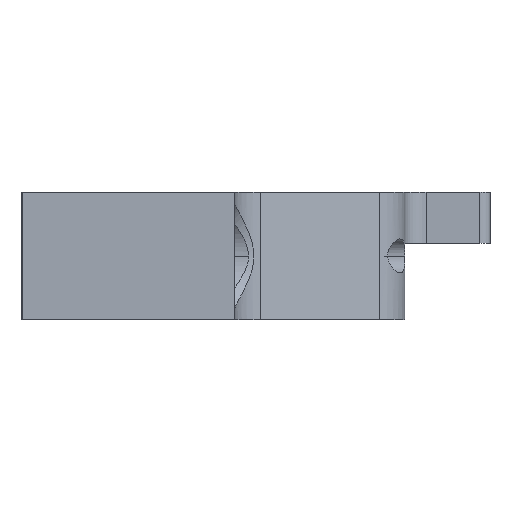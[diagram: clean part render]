
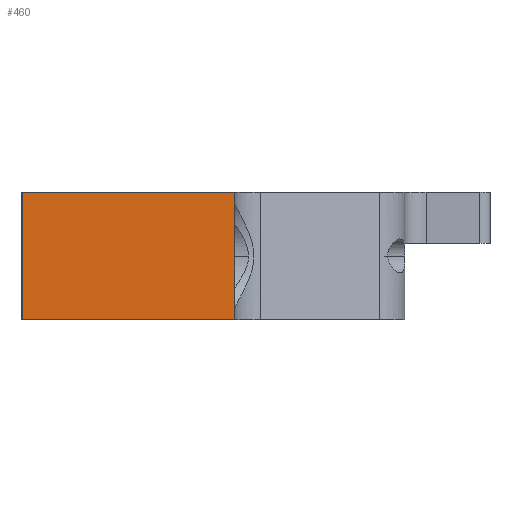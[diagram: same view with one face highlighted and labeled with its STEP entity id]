
A CAD part, front view. The second image highlights one B-rep face of the part: STEP entity #460.
In plain terms, the highlighted planar face has unit normal (0, -1, 0).
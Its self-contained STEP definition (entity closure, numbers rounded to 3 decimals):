
#227 = DIRECTION ( 'NONE',  ( 1., 0., 0. ) ) ;
#293 = VECTOR ( 'NONE', #3237, 1000. ) ;
#460 = ADVANCED_FACE ( 'NONE', ( #2303 ), #2698, .F. ) ;
#610 = AXIS2_PLACEMENT_3D ( 'NONE', #3275, #2215, #2115 ) ;
#642 = ORIENTED_EDGE ( 'NONE', *, *, #3485, .T. ) ;
#690 = DIRECTION ( 'NONE',  ( 0., 0., -1. ) ) ;
#872 = CARTESIAN_POINT ( 'NONE',  ( -45., -65., 30. ) ) ;
#1049 = ORIENTED_EDGE ( 'NONE', *, *, #3911, .F. ) ;
#1102 = EDGE_LOOP ( 'NONE', ( #642, #1049, #2871, #4217 ) ) ;
#1118 = VERTEX_POINT ( 'NONE', #2448 ) ;
#1315 = CARTESIAN_POINT ( 'NONE',  ( 5., -65., 30. ) ) ;
#1474 = EDGE_CURVE ( 'NONE', #1118, #3436, #2645, .T. ) ;
#1521 = VERTEX_POINT ( 'NONE', #2065 ) ;
#1739 = CARTESIAN_POINT ( 'NONE',  ( -45., -65., 30. ) ) ;
#1810 = CARTESIAN_POINT ( 'NONE',  ( -45., -65., 0. ) ) ;
#2065 = CARTESIAN_POINT ( 'NONE',  ( 5., -65., 0. ) ) ;
#2115 = DIRECTION ( 'NONE',  ( 0., 0., 1. ) ) ;
#2197 = CARTESIAN_POINT ( 'NONE',  ( -45., -65., 0. ) ) ;
#2215 = DIRECTION ( 'NONE',  ( 0., 1., 0. ) ) ;
#2303 = FACE_OUTER_BOUND ( 'NONE', #1102, .T. ) ;
#2384 = EDGE_CURVE ( 'NONE', #1118, #3843, #2563, .T. ) ;
#2448 = CARTESIAN_POINT ( 'NONE',  ( -45., -65., 30. ) ) ;
#2457 = CARTESIAN_POINT ( 'NONE',  ( 5., -65., 30. ) ) ;
#2563 = LINE ( 'NONE', #872, #3323 ) ;
#2645 = LINE ( 'NONE', #1739, #3250 ) ;
#2698 = PLANE ( 'NONE',  #610 ) ;
#2871 = ORIENTED_EDGE ( 'NONE', *, *, #2384, .F. ) ;
#3237 = DIRECTION ( 'NONE',  ( 1., 0., 0. ) ) ;
#3250 = VECTOR ( 'NONE', #690, 1000. ) ;
#3269 = LINE ( 'NONE', #2197, #293 ) ;
#3275 = CARTESIAN_POINT ( 'NONE',  ( -45., -65., 30. ) ) ;
#3323 = VECTOR ( 'NONE', #227, 1000. ) ;
#3413 = DIRECTION ( 'NONE',  ( 0., 0., -1. ) ) ;
#3436 = VERTEX_POINT ( 'NONE', #1810 ) ;
#3485 = EDGE_CURVE ( 'NONE', #3436, #1521, #3269, .T. ) ;
#3541 = VECTOR ( 'NONE', #3413, 1000. ) ;
#3843 = VERTEX_POINT ( 'NONE', #1315 ) ;
#3862 = LINE ( 'NONE', #2457, #3541 ) ;
#3911 = EDGE_CURVE ( 'NONE', #3843, #1521, #3862, .T. ) ;
#4217 = ORIENTED_EDGE ( 'NONE', *, *, #1474, .T. ) ;
